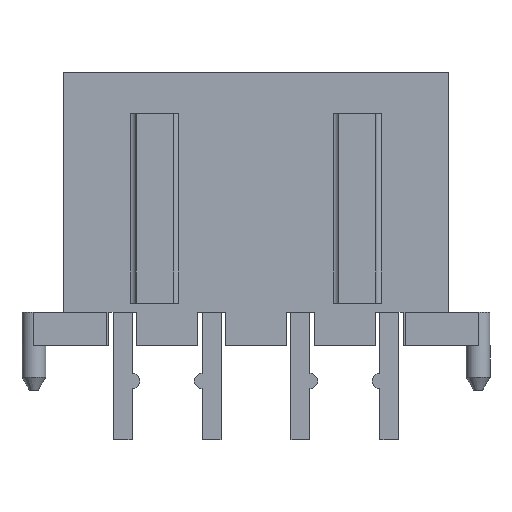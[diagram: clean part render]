
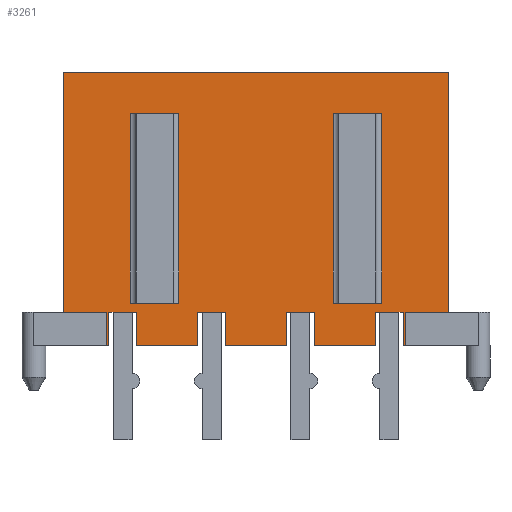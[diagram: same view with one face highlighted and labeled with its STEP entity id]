
A CAD part, front view. The second image highlights one B-rep face of the part: STEP entity #3261.
In plain terms, the highlighted planar face has unit normal (0, -1, 0).
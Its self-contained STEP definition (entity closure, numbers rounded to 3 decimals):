
#80=DIRECTION('',(1.,0.,0.));
#81=VECTOR('',#80,13.);
#82=CARTESIAN_POINT('',(-6.5,-1.93,0.));
#83=LINE('',#82,#81);
#270=DIRECTION('',(1.,0.,0.));
#271=VECTOR('',#270,2.07);
#272=CARTESIAN_POINT('',(1.965,-1.93,-9.24));
#273=LINE('',#272,#271);
#302=DIRECTION('',(1.,0.,0.));
#303=VECTOR('',#302,2.07);
#304=CARTESIAN_POINT('',(-1.035,-1.93,-9.24));
#305=LINE('',#304,#303);
#334=DIRECTION('',(1.,0.,0.));
#335=VECTOR('',#334,2.07);
#336=CARTESIAN_POINT('',(-4.035,-1.93,-9.24));
#337=LINE('',#336,#335);
#391=DIRECTION('',(1.,0.,0.));
#392=VECTOR('',#391,0.07);
#393=CARTESIAN_POINT('',(-5.035,-1.93,-9.24));
#394=LINE('',#393,#392);
#434=DIRECTION('',(1.,0.,0.));
#435=VECTOR('',#434,0.07);
#436=CARTESIAN_POINT('',(4.965,-1.93,-9.24));
#437=LINE('',#436,#435);
#690=DIRECTION('',(0.,0.,-1.));
#691=VECTOR('',#690,8.11);
#692=CARTESIAN_POINT('',(6.5,-1.93,0.));
#693=LINE('',#692,#691);
#833=DIRECTION('',(0.,0.,-1.));
#834=VECTOR('',#833,6.4);
#835=CARTESIAN_POINT('',(-4.25,-1.93,-1.4));
#836=LINE('',#835,#834);
#837=DIRECTION('',(0.,0.,1.));
#838=VECTOR('',#837,6.4);
#839=CARTESIAN_POINT('',(-2.6,-1.93,-7.8));
#840=LINE('',#839,#838);
#841=DIRECTION('',(0.,0.,-1.));
#842=VECTOR('',#841,6.4);
#843=CARTESIAN_POINT('',(2.6,-1.93,-1.4));
#844=LINE('',#843,#842);
#845=DIRECTION('',(0.,0.,1.));
#846=VECTOR('',#845,6.4);
#847=CARTESIAN_POINT('',(4.25,-1.93,-7.8));
#848=LINE('',#847,#846);
#849=DIRECTION('',(1.,0.,0.));
#850=VECTOR('',#849,1.465);
#851=CARTESIAN_POINT('',(-6.5,-1.93,-8.11));
#852=LINE('',#851,#850);
#853=DIRECTION('',(0.,0.,-1.));
#854=VECTOR('',#853,8.11);
#855=CARTESIAN_POINT('',(-6.5,-1.93,0.));
#856=LINE('',#855,#854);
#857=DIRECTION('',(1.,0.,0.));
#858=VECTOR('',#857,1.465);
#859=CARTESIAN_POINT('',(5.035,-1.93,-8.11));
#860=LINE('',#859,#858);
#861=DIRECTION('',(0.,0.,1.));
#862=VECTOR('',#861,1.13);
#863=CARTESIAN_POINT('',(5.035,-1.93,-9.24));
#864=LINE('',#863,#862);
#865=DIRECTION('',(0.,0.,1.));
#866=VECTOR('',#865,1.13);
#867=CARTESIAN_POINT('',(4.965,-1.93,-9.24));
#868=LINE('',#867,#866);
#869=DIRECTION('',(1.,0.,0.));
#870=VECTOR('',#869,0.93);
#871=CARTESIAN_POINT('',(4.035,-1.93,-8.11));
#872=LINE('',#871,#870);
#873=DIRECTION('',(0.,0.,1.));
#874=VECTOR('',#873,1.13);
#875=CARTESIAN_POINT('',(4.035,-1.93,-9.24));
#876=LINE('',#875,#874);
#877=DIRECTION('',(0.,0.,1.));
#878=VECTOR('',#877,1.13);
#879=CARTESIAN_POINT('',(1.965,-1.93,-9.24));
#880=LINE('',#879,#878);
#881=DIRECTION('',(1.,0.,0.));
#882=VECTOR('',#881,0.93);
#883=CARTESIAN_POINT('',(1.035,-1.93,-8.11));
#884=LINE('',#883,#882);
#885=DIRECTION('',(0.,0.,1.));
#886=VECTOR('',#885,1.13);
#887=CARTESIAN_POINT('',(1.035,-1.93,-9.24));
#888=LINE('',#887,#886);
#889=DIRECTION('',(0.,0.,1.));
#890=VECTOR('',#889,1.13);
#891=CARTESIAN_POINT('',(-1.035,-1.93,-9.24));
#892=LINE('',#891,#890);
#893=DIRECTION('',(1.,0.,0.));
#894=VECTOR('',#893,0.93);
#895=CARTESIAN_POINT('',(-1.965,-1.93,-8.11));
#896=LINE('',#895,#894);
#897=DIRECTION('',(0.,0.,1.));
#898=VECTOR('',#897,1.13);
#899=CARTESIAN_POINT('',(-1.965,-1.93,-9.24));
#900=LINE('',#899,#898);
#901=DIRECTION('',(0.,0.,1.));
#902=VECTOR('',#901,1.13);
#903=CARTESIAN_POINT('',(-4.035,-1.93,-9.24));
#904=LINE('',#903,#902);
#905=DIRECTION('',(1.,0.,0.));
#906=VECTOR('',#905,0.93);
#907=CARTESIAN_POINT('',(-4.965,-1.93,-8.11));
#908=LINE('',#907,#906);
#909=DIRECTION('',(0.,0.,1.));
#910=VECTOR('',#909,1.13);
#911=CARTESIAN_POINT('',(-4.965,-1.93,-9.24));
#912=LINE('',#911,#910);
#913=DIRECTION('',(0.,0.,1.));
#914=VECTOR('',#913,1.13);
#915=CARTESIAN_POINT('',(-5.035,-1.93,-9.24));
#916=LINE('',#915,#914);
#927=DIRECTION('',(1.,0.,0.));
#928=VECTOR('',#927,1.65);
#929=CARTESIAN_POINT('',(-4.25,-1.93,-1.4));
#930=LINE('',#929,#928);
#945=DIRECTION('',(-1.,0.,0.));
#946=VECTOR('',#945,1.65);
#947=CARTESIAN_POINT('',(-2.6,-1.93,-7.8));
#948=LINE('',#947,#946);
#1011=DIRECTION('',(1.,0.,0.));
#1012=VECTOR('',#1011,1.65);
#1013=CARTESIAN_POINT('',(2.6,-1.93,-1.4));
#1014=LINE('',#1013,#1012);
#1029=DIRECTION('',(-1.,0.,0.));
#1030=VECTOR('',#1029,1.65);
#1031=CARTESIAN_POINT('',(4.25,-1.93,-7.8));
#1032=LINE('',#1031,#1030);
#1755=CARTESIAN_POINT('',(-6.5,-1.93,0.));
#1757=VERTEX_POINT('',#1755);
#1758=CARTESIAN_POINT('',(6.5,-1.93,0.));
#1759=VERTEX_POINT('',#1758);
#1790=CARTESIAN_POINT('',(-4.25,-1.93,-1.4));
#1791=CARTESIAN_POINT('',(-4.25,-1.93,-7.8));
#1792=VERTEX_POINT('',#1790);
#1793=VERTEX_POINT('',#1791);
#1798=CARTESIAN_POINT('',(-2.6,-1.93,-7.8));
#1799=CARTESIAN_POINT('',(-2.6,-1.93,-1.4));
#1800=VERTEX_POINT('',#1798);
#1801=VERTEX_POINT('',#1799);
#1806=CARTESIAN_POINT('',(2.6,-1.93,-1.4));
#1807=CARTESIAN_POINT('',(2.6,-1.93,-7.8));
#1808=VERTEX_POINT('',#1806);
#1809=VERTEX_POINT('',#1807);
#1814=CARTESIAN_POINT('',(4.25,-1.93,-7.8));
#1815=CARTESIAN_POINT('',(4.25,-1.93,-1.4));
#1816=VERTEX_POINT('',#1814);
#1817=VERTEX_POINT('',#1815);
#1886=CARTESIAN_POINT('',(4.035,-1.93,-9.24));
#1888=VERTEX_POINT('',#1886);
#1890=CARTESIAN_POINT('',(4.965,-1.93,-9.24));
#1892=VERTEX_POINT('',#1890);
#1910=CARTESIAN_POINT('',(1.035,-1.93,-9.24));
#1912=VERTEX_POINT('',#1910);
#1914=CARTESIAN_POINT('',(1.965,-1.93,-9.24));
#1916=VERTEX_POINT('',#1914);
#1934=CARTESIAN_POINT('',(-1.965,-1.93,-9.24));
#1936=VERTEX_POINT('',#1934);
#1938=CARTESIAN_POINT('',(-1.035,-1.93,-9.24));
#1940=VERTEX_POINT('',#1938);
#1958=CARTESIAN_POINT('',(-4.965,-1.93,-9.24));
#1960=VERTEX_POINT('',#1958);
#1962=CARTESIAN_POINT('',(-4.035,-1.93,-9.24));
#1964=VERTEX_POINT('',#1962);
#2026=CARTESIAN_POINT('',(5.035,-1.93,-8.11));
#2027=VERTEX_POINT('',#2026);
#2028=CARTESIAN_POINT('',(-5.035,-1.93,-8.11));
#2029=VERTEX_POINT('',#2028);
#2030=CARTESIAN_POINT('',(-6.5,-1.93,-8.11));
#2031=VERTEX_POINT('',#2030);
#2032=CARTESIAN_POINT('',(6.5,-1.93,-8.11));
#2033=VERTEX_POINT('',#2032);
#2034=CARTESIAN_POINT('',(5.035,-1.93,-9.24));
#2035=VERTEX_POINT('',#2034);
#2036=CARTESIAN_POINT('',(-5.035,-1.93,-9.24));
#2037=VERTEX_POINT('',#2036);
#2038=CARTESIAN_POINT('',(4.035,-1.93,-8.11));
#2039=VERTEX_POINT('',#2038);
#2040=CARTESIAN_POINT('',(4.965,-1.93,-8.11));
#2041=VERTEX_POINT('',#2040);
#2046=CARTESIAN_POINT('',(1.035,-1.93,-8.11));
#2047=VERTEX_POINT('',#2046);
#2048=CARTESIAN_POINT('',(1.965,-1.93,-8.11));
#2049=VERTEX_POINT('',#2048);
#2054=CARTESIAN_POINT('',(-1.965,-1.93,-8.11));
#2055=VERTEX_POINT('',#2054);
#2056=CARTESIAN_POINT('',(-1.035,-1.93,-8.11));
#2057=VERTEX_POINT('',#2056);
#2062=CARTESIAN_POINT('',(-4.965,-1.93,-8.11));
#2063=VERTEX_POINT('',#2062);
#2064=CARTESIAN_POINT('',(-4.035,-1.93,-8.11));
#2065=VERTEX_POINT('',#2064);
#3205=CARTESIAN_POINT('',(-6.5,-1.93,0.));
#3206=DIRECTION('',(0.,-1.,0.));
#3207=DIRECTION('',(1.,0.,0.));
#3208=AXIS2_PLACEMENT_3D('',#3205,#3206,#3207);
#3209=PLANE('',#3208);
#3210=ORIENTED_EDGE('',*,*,#3006,.F.);
#3211=ORIENTED_EDGE('',*,*,#2889,.F.);
#3212=ORIENTED_EDGE('',*,*,#2297,.T.);
#3213=ORIENTED_EDGE('',*,*,#2970,.T.);
#3214=ORIENTED_EDGE('',*,*,#2986,.F.);
#3215=ORIENTED_EDGE('',*,*,#3028,.F.);
#3216=ORIENTED_EDGE('',*,*,#2630,.F.);
#3217=ORIENTED_EDGE('',*,*,#2649,.T.);
#3218=ORIENTED_EDGE('',*,*,#2802,.F.);
#3220=ORIENTED_EDGE('',*,*,#3219,.F.);
#3221=ORIENTED_EDGE('',*,*,#2492,.F.);
#3222=ORIENTED_EDGE('',*,*,#2754,.T.);
#3223=ORIENTED_EDGE('',*,*,#2796,.F.);
#3225=ORIENTED_EDGE('',*,*,#3224,.F.);
#3226=ORIENTED_EDGE('',*,*,#2523,.F.);
#3228=ORIENTED_EDGE('',*,*,#3227,.T.);
#3229=ORIENTED_EDGE('',*,*,#2789,.F.);
#3231=ORIENTED_EDGE('',*,*,#3230,.F.);
#3232=ORIENTED_EDGE('',*,*,#2554,.F.);
#3234=ORIENTED_EDGE('',*,*,#3233,.T.);
#3235=ORIENTED_EDGE('',*,*,#2782,.F.);
#3236=ORIENTED_EDGE('',*,*,#2446,.F.);
#3237=ORIENTED_EDGE('',*,*,#2603,.F.);
#3238=ORIENTED_EDGE('',*,*,#3198,.T.);
#3239=EDGE_LOOP('',(#3210,#3211,#3212,#3213,#3214,#3215,#3216,#3217,#3218,#3220,
#3221,#3222,#3223,#3225,#3226,#3228,#3229,#3231,#3232,#3234,#3235,#3236,#3237,
#3238));
#3240=FACE_OUTER_BOUND('',#3239,.F.);
#3242=ORIENTED_EDGE('',*,*,#3241,.T.);
#3244=ORIENTED_EDGE('',*,*,#3243,.F.);
#3246=ORIENTED_EDGE('',*,*,#3245,.T.);
#3248=ORIENTED_EDGE('',*,*,#3247,.F.);
#3249=EDGE_LOOP('',(#3242,#3244,#3246,#3248));
#3250=FACE_BOUND('',#3249,.F.);
#3252=ORIENTED_EDGE('',*,*,#3251,.T.);
#3254=ORIENTED_EDGE('',*,*,#3253,.F.);
#3256=ORIENTED_EDGE('',*,*,#3255,.T.);
#3258=ORIENTED_EDGE('',*,*,#3257,.F.);
#3259=EDGE_LOOP('',(#3252,#3254,#3256,#3258));
#3260=FACE_BOUND('',#3259,.F.);
#3261=ADVANCED_FACE('',(#3240,#3250,#3260),#3209,.T.);
#2297=EDGE_CURVE('',#1757,#1759,#83,.T.);
#2446=EDGE_CURVE('',#1960,#2063,#912,.T.);
#2492=EDGE_CURVE('',#1916,#1888,#273,.T.);
#2523=EDGE_CURVE('',#1940,#1912,#305,.T.);
#2554=EDGE_CURVE('',#1964,#1936,#337,.T.);
#2603=EDGE_CURVE('',#2037,#1960,#394,.T.);
#2630=EDGE_CURVE('',#1892,#2035,#437,.T.);
#2649=EDGE_CURVE('',#1892,#2041,#868,.T.);
#2754=EDGE_CURVE('',#1916,#2049,#880,.T.);
#2782=EDGE_CURVE('',#2063,#2065,#908,.T.);
#2789=EDGE_CURVE('',#2055,#2057,#896,.T.);
#2796=EDGE_CURVE('',#2047,#2049,#884,.T.);
#2802=EDGE_CURVE('',#2039,#2041,#872,.T.);
#2889=EDGE_CURVE('',#1757,#2031,#856,.T.);
#2970=EDGE_CURVE('',#1759,#2033,#693,.T.);
#2986=EDGE_CURVE('',#2027,#2033,#860,.T.);
#3006=EDGE_CURVE('',#2031,#2029,#852,.T.);
#3028=EDGE_CURVE('',#2035,#2027,#864,.T.);
#3198=EDGE_CURVE('',#2037,#2029,#916,.T.);
#3219=EDGE_CURVE('',#1888,#2039,#876,.T.);
#3224=EDGE_CURVE('',#1912,#2047,#888,.T.);
#3227=EDGE_CURVE('',#1940,#2057,#892,.T.);
#3230=EDGE_CURVE('',#1936,#2055,#900,.T.);
#3233=EDGE_CURVE('',#1964,#2065,#904,.T.);
#3241=EDGE_CURVE('',#1792,#1793,#836,.T.);
#3243=EDGE_CURVE('',#1800,#1793,#948,.T.);
#3245=EDGE_CURVE('',#1800,#1801,#840,.T.);
#3247=EDGE_CURVE('',#1792,#1801,#930,.T.);
#3251=EDGE_CURVE('',#1808,#1809,#844,.T.);
#3253=EDGE_CURVE('',#1816,#1809,#1032,.T.);
#3255=EDGE_CURVE('',#1816,#1817,#848,.T.);
#3257=EDGE_CURVE('',#1808,#1817,#1014,.T.);
